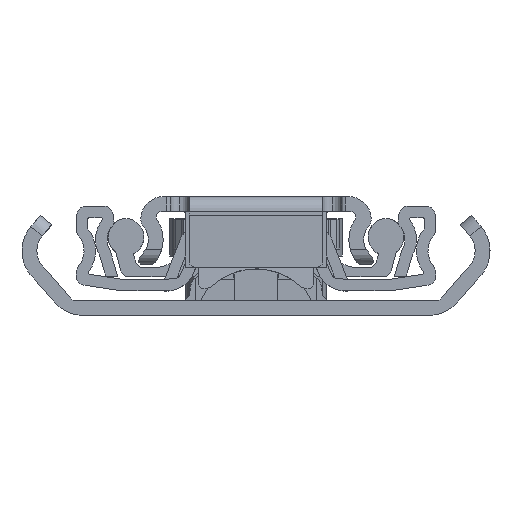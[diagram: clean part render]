
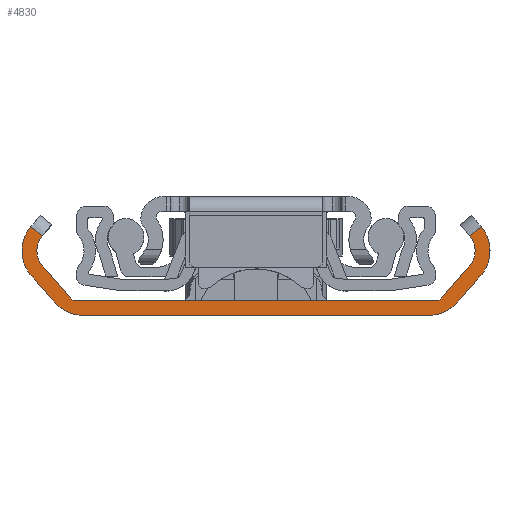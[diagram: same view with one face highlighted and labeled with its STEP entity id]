
A CAD part, left-side view. The second image highlights one B-rep face of the part: STEP entity #4830.
In plain terms, the highlighted planar face has unit normal (-1, 0, 0).
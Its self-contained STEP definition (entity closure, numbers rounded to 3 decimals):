
#327 = VERTEX_POINT ( 'NONE', #7788 ) ;
#469 = EDGE_CURVE ( 'NONE', #8161, #17992, #6487, .T. ) ;
#503 = CARTESIAN_POINT ( 'NONE',  ( 0., 28.405, 6.301 ) ) ;
#535 = EDGE_CURVE ( 'NONE', #327, #5940, #13464, .T. ) ;
#671 = LINE ( 'NONE', #11989, #14578 ) ;
#706 = CARTESIAN_POINT ( 'NONE',  ( 0., 24.236, 2. ) ) ;
#858 = DIRECTION ( 'NONE',  ( -1., 0., 0. ) ) ;
#957 = VERTEX_POINT ( 'NONE', #9529 ) ;
#994 = VECTOR ( 'NONE', #20333, 1000. ) ;
#1160 = ORIENTED_EDGE ( 'NONE', *, *, #3626, .F. ) ;
#1720 = CARTESIAN_POINT ( 'NONE',  ( 0., 28.786, 10.706 ) ) ;
#1839 = EDGE_CURVE ( 'NONE', #12477, #10278, #9982, .T. ) ;
#2184 = ORIENTED_EDGE ( 'NONE', *, *, #4964, .F. ) ;
#2262 = DIRECTION ( 'NONE',  ( 0., -0.653, -0.757 ) ) ;
#2337 = EDGE_CURVE ( 'NONE', #11689, #19520, #14344, .T. ) ;
#2578 = CARTESIAN_POINT ( 'NONE',  ( 0., 29.836, 4.898 ) ) ;
#2922 = LINE ( 'NONE', #14523, #5318 ) ;
#3379 = CARTESIAN_POINT ( 'NONE',  ( 0., -28.786, 10.706 ) ) ;
#3467 = CARTESIAN_POINT ( 'NONE',  ( 0., -23.229, 0. ) ) ;
#3553 = ORIENTED_EDGE ( 'NONE', *, *, #9551, .F. ) ;
#3611 = LINE ( 'NONE', #503, #12912 ) ;
#3626 = EDGE_CURVE ( 'NONE', #10278, #13420, #4973, .T. ) ;
#3774 = DIRECTION ( 'NONE',  ( -1., 0., 0. ) ) ;
#3838 = AXIS2_PLACEMENT_3D ( 'NONE', #16300, #7987, #6856 ) ;
#3972 = ORIENTED_EDGE ( 'NONE', *, *, #17832, .F. ) ;
#4050 = CARTESIAN_POINT ( 'NONE',  ( 0., -28.405, 6.301 ) ) ;
#4145 = ORIENTED_EDGE ( 'NONE', *, *, #469, .F. ) ;
#4629 = CARTESIAN_POINT ( 'NONE',  ( 0., -23.229, 5.2 ) ) ;
#4687 = ORIENTED_EDGE ( 'NONE', *, *, #16385, .F. ) ;
#4830 = ADVANCED_FACE ( 'NONE', ( #6000 ), #12343, .F. ) ;
#4964 = EDGE_CURVE ( 'NONE', #13420, #327, #9852, .T. ) ;
#4973 = CIRCLE ( 'NONE', #18569, 5.2 ) ;
#5039 = DIRECTION ( 'NONE',  ( 0., 0., -1. ) ) ;
#5163 = ORIENTED_EDGE ( 'NONE', *, *, #17588, .F. ) ;
#5199 = DIRECTION ( 'NONE',  ( 0., -0.653, 0.757 ) ) ;
#5275 = ORIENTED_EDGE ( 'NONE', *, *, #15500, .T. ) ;
#5318 = VECTOR ( 'NONE', #12493, 1000. ) ;
#5570 = AXIS2_PLACEMENT_3D ( 'NONE', #7943, #9832, #5039 ) ;
#5891 = EDGE_CURVE ( 'NONE', #9656, #13412, #15111, .T. ) ;
#5940 = VERTEX_POINT ( 'NONE', #13226 ) ;
#6000 = FACE_OUTER_BOUND ( 'NONE', #17849, .T. ) ;
#6096 = DIRECTION ( 'NONE',  ( 0., 0., -1. ) ) ;
#6162 = AXIS2_PLACEMENT_3D ( 'NONE', #14428, #8307, #6758 ) ;
#6354 = EDGE_CURVE ( 'NONE', #13412, #7554, #3611, .T. ) ;
#6377 = CARTESIAN_POINT ( 'NONE',  ( 0., 28.405, 6.301 ) ) ;
#6487 = CIRCLE ( 'NONE', #3838, 1. ) ;
#6676 = EDGE_CURVE ( 'NONE', #9656, #19520, #671, .T. ) ;
#6739 = ORIENTED_EDGE ( 'NONE', *, *, #6676, .T. ) ;
#6758 = DIRECTION ( 'NONE',  ( 0., 0., -1. ) ) ;
#6856 = DIRECTION ( 'NONE',  ( 0., 0., -1. ) ) ;
#6941 = CARTESIAN_POINT ( 'NONE',  ( 0., -29.836, 4.898 ) ) ;
#7199 = EDGE_CURVE ( 'NONE', #19939, #11635, #16234, .T. ) ;
#7234 = DIRECTION ( 'NONE',  ( 1., 0., 0. ) ) ;
#7331 = CARTESIAN_POINT ( 'NONE',  ( 0., -24.236, 2. ) ) ;
#7452 = DIRECTION ( 'NONE',  ( 0., 0., -1. ) ) ;
#7554 = VERTEX_POINT ( 'NONE', #10409 ) ;
#7581 = ORIENTED_EDGE ( 'NONE', *, *, #7199, .F. ) ;
#7611 = EDGE_CURVE ( 'NONE', #17992, #19939, #11550, .T. ) ;
#7646 = VECTOR ( 'NONE', #17913, 1000. ) ;
#7750 = VECTOR ( 'NONE', #11811, 1000. ) ;
#7788 = CARTESIAN_POINT ( 'NONE',  ( 0., 23.229, 0. ) ) ;
#7943 = CARTESIAN_POINT ( 'NONE',  ( 0., 24.236, 3. ) ) ;
#7987 = DIRECTION ( 'NONE',  ( -1., 0., 0. ) ) ;
#8129 = CARTESIAN_POINT ( 'NONE',  ( 0., 26.325, 8.7 ) ) ;
#8161 = VERTEX_POINT ( 'NONE', #7331 ) ;
#8194 = ORIENTED_EDGE ( 'NONE', *, *, #5891, .F. ) ;
#8307 = DIRECTION ( 'NONE',  ( 1., 0., 0. ) ) ;
#8714 = CIRCLE ( 'NONE', #12670, 5.175 ) ;
#8835 = AXIS2_PLACEMENT_3D ( 'NONE', #8129, #3774, #10126 ) ;
#9529 = CARTESIAN_POINT ( 'NONE',  ( 0., -30.318, 11.991 ) ) ;
#9544 = CARTESIAN_POINT ( 'NONE',  ( 0., -26.325, 8.7 ) ) ;
#9551 = EDGE_CURVE ( 'NONE', #7554, #11451, #18503, .T. ) ;
#9656 = VERTEX_POINT ( 'NONE', #1720 ) ;
#9832 = DIRECTION ( 'NONE',  ( -1., 0., 0. ) ) ;
#9852 = LINE ( 'NONE', #10267, #7750 ) ;
#9982 = LINE ( 'NONE', #11845, #18733 ) ;
#10126 = DIRECTION ( 'NONE',  ( 0., 0., -1. ) ) ;
#10267 = CARTESIAN_POINT ( 'NONE',  ( 0., 23.229, 0. ) ) ;
#10278 = VERTEX_POINT ( 'NONE', #17208 ) ;
#10409 = CARTESIAN_POINT ( 'NONE',  ( 0., 24.994, 2.347 ) ) ;
#10497 = DIRECTION ( 'NONE',  ( 1., 0., 0. ) ) ;
#10563 = ORIENTED_EDGE ( 'NONE', *, *, #7611, .F. ) ;
#10937 = AXIS2_PLACEMENT_3D ( 'NONE', #15075, #858, #13529 ) ;
#11183 = CARTESIAN_POINT ( 'NONE',  ( 0., 29.836, 4.898 ) ) ;
#11191 = DIRECTION ( 'NONE',  ( 1., 0., 0. ) ) ;
#11273 = VECTOR ( 'NONE', #5199, 1000. ) ;
#11451 = VERTEX_POINT ( 'NONE', #706 ) ;
#11550 = LINE ( 'NONE', #13100, #11273 ) ;
#11635 = VERTEX_POINT ( 'NONE', #3379 ) ;
#11689 = VERTEX_POINT ( 'NONE', #11183 ) ;
#11811 = DIRECTION ( 'NONE',  ( 0., 1., 0. ) ) ;
#11814 = DIRECTION ( 'NONE',  ( 0., 0., -1. ) ) ;
#11845 = CARTESIAN_POINT ( 'NONE',  ( 0., -29.836, 4.898 ) ) ;
#11989 = CARTESIAN_POINT ( 'NONE',  ( 0., 26.354, 8.665 ) ) ;
#12343 = PLANE ( 'NONE',  #12739 ) ;
#12477 = VERTEX_POINT ( 'NONE', #6941 ) ;
#12493 = DIRECTION ( 'NONE',  ( 0., -1., 0. ) ) ;
#12670 = AXIS2_PLACEMENT_3D ( 'NONE', #9544, #20543, #15858 ) ;
#12739 = AXIS2_PLACEMENT_3D ( 'NONE', #13592, #10497, #7452 ) ;
#12912 = VECTOR ( 'NONE', #2262, 1000. ) ;
#13100 = CARTESIAN_POINT ( 'NONE',  ( 0., -28.405, 6.301 ) ) ;
#13226 = CARTESIAN_POINT ( 'NONE',  ( 0., 27.166, 1.803 ) ) ;
#13342 = DIRECTION ( 'NONE',  ( 0., 0.766, 0.643 ) ) ;
#13412 = VERTEX_POINT ( 'NONE', #6377 ) ;
#13420 = VERTEX_POINT ( 'NONE', #3467 ) ;
#13464 = CIRCLE ( 'NONE', #6162, 5.2 ) ;
#13529 = DIRECTION ( 'NONE',  ( 0., 0., -1. ) ) ;
#13592 = CARTESIAN_POINT ( 'NONE',  ( 0., 26.325, 8.7 ) ) ;
#13596 = DIRECTION ( 'NONE',  ( 0., 0.653, -0.757 ) ) ;
#13632 = LINE ( 'NONE', #14708, #7646 ) ;
#14087 = CARTESIAN_POINT ( 'NONE',  ( 0., -24.994, 2.347 ) ) ;
#14344 = CIRCLE ( 'NONE', #16009, 5.175 ) ;
#14428 = CARTESIAN_POINT ( 'NONE',  ( 0., 23.229, 5.2 ) ) ;
#14523 = CARTESIAN_POINT ( 'NONE',  ( 0., -24.236, 2. ) ) ;
#14578 = VECTOR ( 'NONE', #13342, 1000. ) ;
#14708 = CARTESIAN_POINT ( 'NONE',  ( 0., 4.542, -17.26 ) ) ;
#14830 = ORIENTED_EDGE ( 'NONE', *, *, #2337, .F. ) ;
#14917 = CARTESIAN_POINT ( 'NONE',  ( 0., 26.325, 8.7 ) ) ;
#15075 = CARTESIAN_POINT ( 'NONE',  ( 0., -26.325, 8.7 ) ) ;
#15111 = CIRCLE ( 'NONE', #8835, 3.175 ) ;
#15186 = CARTESIAN_POINT ( 'NONE',  ( 0., 30.318, 11.991 ) ) ;
#15500 = EDGE_CURVE ( 'NONE', #957, #11635, #13632, .T. ) ;
#15858 = DIRECTION ( 'NONE',  ( 0., 0., -1. ) ) ;
#15870 = ORIENTED_EDGE ( 'NONE', *, *, #535, .F. ) ;
#16009 = AXIS2_PLACEMENT_3D ( 'NONE', #14917, #7234, #11814 ) ;
#16234 = CIRCLE ( 'NONE', #10937, 3.175 ) ;
#16300 = CARTESIAN_POINT ( 'NONE',  ( 0., -24.236, 3. ) ) ;
#16385 = EDGE_CURVE ( 'NONE', #957, #12477, #8714, .T. ) ;
#17208 = CARTESIAN_POINT ( 'NONE',  ( 0., -27.166, 1.803 ) ) ;
#17588 = EDGE_CURVE ( 'NONE', #11451, #8161, #2922, .T. ) ;
#17832 = EDGE_CURVE ( 'NONE', #5940, #11689, #18458, .T. ) ;
#17849 = EDGE_LOOP ( 'NONE', ( #4687, #5275, #7581, #10563, #4145, #5163, #3553, #19697, #8194, #6739, #14830, #3972, #15870, #2184, #1160, #18575 ) ) ;
#17913 = DIRECTION ( 'NONE',  ( 0., 0.766, -0.643 ) ) ;
#17992 = VERTEX_POINT ( 'NONE', #14087 ) ;
#18458 = LINE ( 'NONE', #2578, #994 ) ;
#18503 = CIRCLE ( 'NONE', #5570, 1. ) ;
#18569 = AXIS2_PLACEMENT_3D ( 'NONE', #4629, #11191, #6096 ) ;
#18575 = ORIENTED_EDGE ( 'NONE', *, *, #1839, .F. ) ;
#18733 = VECTOR ( 'NONE', #13596, 1000. ) ;
#19520 = VERTEX_POINT ( 'NONE', #15186 ) ;
#19697 = ORIENTED_EDGE ( 'NONE', *, *, #6354, .F. ) ;
#19939 = VERTEX_POINT ( 'NONE', #4050 ) ;
#20333 = DIRECTION ( 'NONE',  ( 0., 0.653, 0.757 ) ) ;
#20543 = DIRECTION ( 'NONE',  ( 1., 0., 0. ) ) ;
